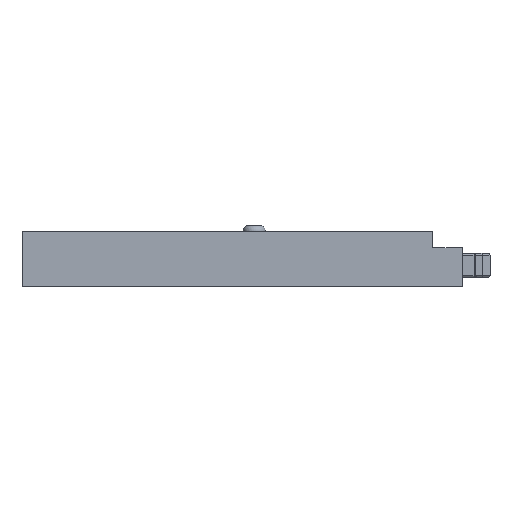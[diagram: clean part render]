
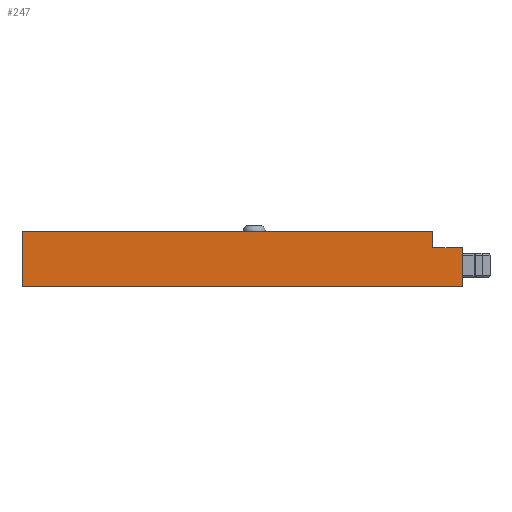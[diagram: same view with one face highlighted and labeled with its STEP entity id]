
A CAD part, left-side view. The second image highlights one B-rep face of the part: STEP entity #247.
In plain terms, the highlighted planar face has unit normal (-1, 0, 0).
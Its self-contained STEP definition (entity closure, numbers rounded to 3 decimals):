
#247 = ADVANCED_FACE ( 'NONE', ( #10627 ), #2264, .F. ) ;
#640 = CARTESIAN_POINT ( 'NONE',  ( 0., 0., 0. ) ) ;
#650 = DIRECTION ( 'NONE',  ( 0., 1., 0. ) ) ;
#679 = CARTESIAN_POINT ( 'NONE',  ( 0., 74.5, -10. ) ) ;
#680 = DIRECTION ( 'NONE',  ( 0., 0., 1. ) ) ;
#1155 = DIRECTION ( 'NONE',  ( 0., 0., 1. ) ) ;
#1159 = CARTESIAN_POINT ( 'NONE',  ( 0., 0., -10. ) ) ;
#1166 = CARTESIAN_POINT ( 'NONE',  ( 0., -5.4, -3. ) ) ;
#1167 = DIRECTION ( 'NONE',  ( 0., 1., 0. ) ) ;
#1223 = DIRECTION ( 'NONE',  ( 0., 0., -1. ) ) ;
#1229 = CARTESIAN_POINT ( 'NONE',  ( 0., -5.4, -10. ) ) ;
#1788 = EDGE_CURVE ( 'NONE', #6130, #6307, #3060, .T. ) ;
#2261 = CARTESIAN_POINT ( 'NONE',  ( 0., 0., -10. ) ) ;
#2264 = PLANE ( 'NONE',  #6953 ) ;
#2266 = DIRECTION ( 'NONE',  ( 1., 0., 0. ) ) ;
#2267 = DIRECTION ( 'NONE',  ( 0., 0., -1. ) ) ;
#3060 = LINE ( 'NONE', #4544, #3063 ) ;
#3063 = VECTOR ( 'NONE', #4545, 1000. ) ;
#3269 = LINE ( 'NONE', #640, #3274 ) ;
#3274 = VECTOR ( 'NONE', #650, 1000. ) ;
#3297 = LINE ( 'NONE', #679, #3300 ) ;
#3300 = VECTOR ( 'NONE', #680, 1000. ) ;
#4544 = CARTESIAN_POINT ( 'NONE',  ( 0., 0., -10. ) ) ;
#4545 = DIRECTION ( 'NONE',  ( 0., 1., 0. ) ) ;
#4708 = CARTESIAN_POINT ( 'NONE',  ( 0., -5.4, -3. ) ) ;
#4727 = CARTESIAN_POINT ( 'NONE',  ( 0., -5.4, -10. ) ) ;
#4771 = CARTESIAN_POINT ( 'NONE',  ( 0., 0., 0. ) ) ;
#4801 = CARTESIAN_POINT ( 'NONE',  ( 0., 74.5, -10. ) ) ;
#4820 = CARTESIAN_POINT ( 'NONE',  ( 0., 0., -3. ) ) ;
#4994 = CARTESIAN_POINT ( 'NONE',  ( 0., 74.5, 0. ) ) ;
#5895 = ORIENTED_EDGE ( 'NONE', *, *, #8038, .T. ) ;
#5920 = ORIENTED_EDGE ( 'NONE', *, *, #8309, .F. ) ;
#5950 = ORIENTED_EDGE ( 'NONE', *, *, #8276, .T. ) ;
#5956 = ORIENTED_EDGE ( 'NONE', *, *, #8275, .T. ) ;
#6037 = ORIENTED_EDGE ( 'NONE', *, *, #8052, .F. ) ;
#6042 = ORIENTED_EDGE ( 'NONE', *, *, #1788, .F. ) ;
#6108 = VERTEX_POINT ( 'NONE', #4708 ) ;
#6130 = VERTEX_POINT ( 'NONE', #4727 ) ;
#6277 = VERTEX_POINT ( 'NONE', #4771 ) ;
#6307 = VERTEX_POINT ( 'NONE', #4801 ) ;
#6326 = VERTEX_POINT ( 'NONE', #4820 ) ;
#6500 = VERTEX_POINT ( 'NONE', #4994 ) ;
#6953 = AXIS2_PLACEMENT_3D ( 'NONE', #2261, #2266, #2267 ) ;
#7012 = EDGE_LOOP ( 'NONE', ( #5895, #6037, #6042, #5920, #5950, #5956 ) ) ;
#8038 = EDGE_CURVE ( 'NONE', #6277, #6500, #3269, .T. ) ;
#8052 = EDGE_CURVE ( 'NONE', #6307, #6500, #3297, .T. ) ;
#8275 = EDGE_CURVE ( 'NONE', #6326, #6277, #9527, .T. ) ;
#8276 = EDGE_CURVE ( 'NONE', #6108, #6326, #9528, .T. ) ;
#8309 = EDGE_CURVE ( 'NONE', #6108, #6130, #9592, .T. ) ;
#9527 = LINE ( 'NONE', #1159, #9529 ) ;
#9528 = LINE ( 'NONE', #1166, #9531 ) ;
#9529 = VECTOR ( 'NONE', #1155, 1000. ) ;
#9531 = VECTOR ( 'NONE', #1167, 1000. ) ;
#9592 = LINE ( 'NONE', #1229, #9594 ) ;
#9594 = VECTOR ( 'NONE', #1223, 1000. ) ;
#10627 = FACE_OUTER_BOUND ( 'NONE', #7012, .T. ) ;
